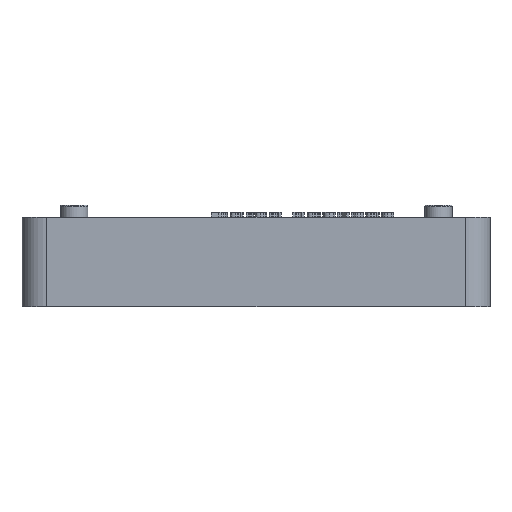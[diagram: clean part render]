
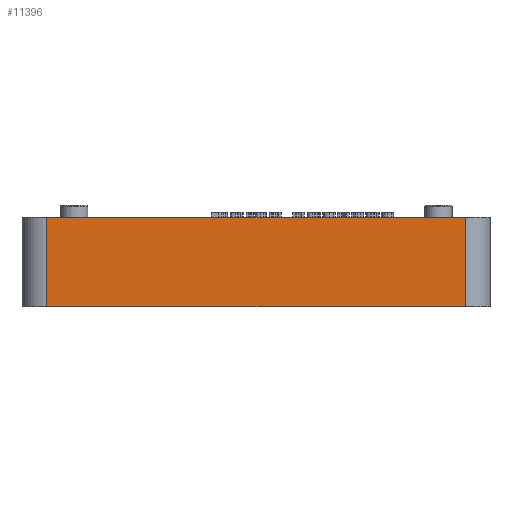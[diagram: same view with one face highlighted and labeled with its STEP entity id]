
A CAD part, front view. The second image highlights one B-rep face of the part: STEP entity #11396.
In plain terms, the highlighted planar face has unit normal (0, -1, 0).
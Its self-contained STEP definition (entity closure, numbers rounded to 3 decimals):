
#1855=FACE_OUTER_BOUND('',#2659,.T.);
#2659=EDGE_LOOP('',(#10083,#10084,#10085,#10086));
#3061=LINE('',#15339,#3988);
#3127=LINE('',#16516,#4054);
#3501=LINE('',#20942,#4428);
#3502=LINE('',#20943,#4429);
#3988=VECTOR('',#13167,10.);
#4054=VECTOR('',#13243,10.);
#4428=VECTOR('',#13815,10.);
#4429=VECTOR('',#13816,10.);
#4952=VERTEX_POINT('',#15336);
#4953=VERTEX_POINT('',#15338);
#5193=VERTEX_POINT('',#16513);
#5194=VERTEX_POINT('',#16515);
#6206=EDGE_CURVE('',#4952,#4953,#3061,.T.);
#6448=EDGE_CURVE('',#5193,#5194,#3127,.T.);
#7102=EDGE_CURVE('',#4953,#5193,#3501,.T.);
#7103=EDGE_CURVE('',#5194,#4952,#3502,.T.);
#10083=ORIENTED_EDGE('',*,*,#7102,.F.);
#10084=ORIENTED_EDGE('',*,*,#6206,.F.);
#10085=ORIENTED_EDGE('',*,*,#7103,.F.);
#10086=ORIENTED_EDGE('',*,*,#6448,.F.);
#10854=PLANE('',#11992);
#11396=ADVANCED_FACE('',(#1855),#10854,.T.);
#11992=AXIS2_PLACEMENT_3D('',#20941,#13813,#13814);
#13167=DIRECTION('',(1.,0.,0.));
#13243=DIRECTION('',(-1.,0.,0.));
#13813=DIRECTION('center_axis',(0.,-1.,0.));
#13814=DIRECTION('ref_axis',(1.,0.,0.));
#13815=DIRECTION('',(0.,0.,-1.));
#13816=DIRECTION('',(0.,0.,1.));
#15336=CARTESIAN_POINT('',(-2.5,-7.5,15.));
#15338=CARTESIAN_POINT('',(81.62,-7.5,15.));
#15339=CARTESIAN_POINT('',(-2.5,-7.5,15.));
#16513=CARTESIAN_POINT('',(81.62,-7.5,-3.));
#16515=CARTESIAN_POINT('',(-2.5,-7.5,-3.));
#16516=CARTESIAN_POINT('',(-2.5,-7.5,-3.));
#20941=CARTESIAN_POINT('Origin',(-2.5,-7.5,0.));
#20942=CARTESIAN_POINT('',(81.62,-7.5,0.));
#20943=CARTESIAN_POINT('',(-2.5,-7.5,0.));
